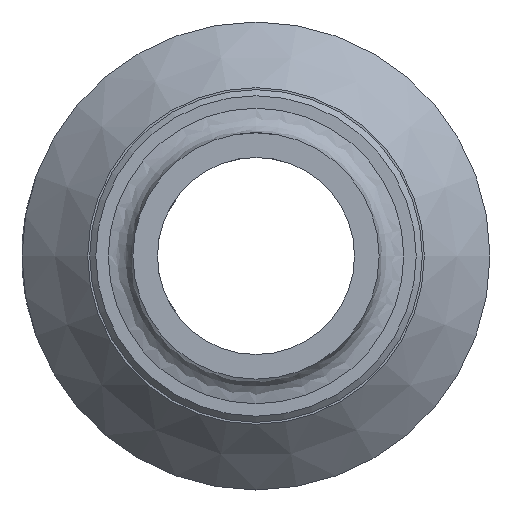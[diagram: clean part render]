
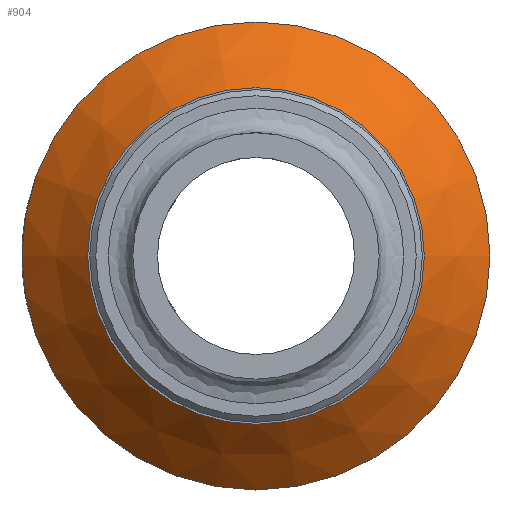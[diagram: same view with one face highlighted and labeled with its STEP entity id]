
A CAD part, left-side view. The second image highlights one B-rep face of the part: STEP entity #904.
In plain terms, the highlighted conical face has half-angle 45 degrees and reference radius 25.927 mm.
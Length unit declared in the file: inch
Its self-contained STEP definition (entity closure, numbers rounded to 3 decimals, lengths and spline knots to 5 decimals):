
#866=CARTESIAN_POINT('',(13.40433,8.56178,0.0));
#867=VERTEX_POINT('',#866);
#868=CARTESIAN_POINT('',(13.40433,7.37428,0.0));
#869=DIRECTION('',(-1.0,0.0,0.0));
#870=DIRECTION('',(0.0,1.0,0.0));
#871=AXIS2_PLACEMENT_3D('',#868,#869,#870);
#872=CIRCLE('',#871,1.1875);
#873=EDGE_CURVE('',#867,#867,#872,.T.);
#885=CARTESIAN_POINT('',(13.23758,7.37428,0.0));
#886=DIRECTION('',(1.0,0.0,0.0));
#887=DIRECTION('',(0.0,1.0,0.0));
#888=AXIS2_PLACEMENT_3D('',#885,#886,#887);
#889=CONICAL_SURFACE('',#888,1.02075,45.);
#890=CARTESIAN_POINT('',(13.07083,8.22828,0.0));
#891=VERTEX_POINT('',#890);
#892=CARTESIAN_POINT('',(13.07083,7.37428,0.0));
#893=DIRECTION('',(-1.0,0.0,0.0));
#894=DIRECTION('',(0.0,1.0,0.0));
#895=AXIS2_PLACEMENT_3D('',#892,#893,#894);
#896=CIRCLE('',#895,0.854);
#897=EDGE_CURVE('',#891,#891,#896,.T.);
#898=ORIENTED_EDGE('',*,*,#897,.F.);
#899=EDGE_LOOP('',(#898));
#900=FACE_OUTER_BOUND('',#899,.T.);
#901=ORIENTED_EDGE('',*,*,#873,.T.);
#902=EDGE_LOOP('',(#901));
#903=FACE_BOUND('',#902,.T.);
#904=ADVANCED_FACE('',(#900,#903),#889,.T.);
